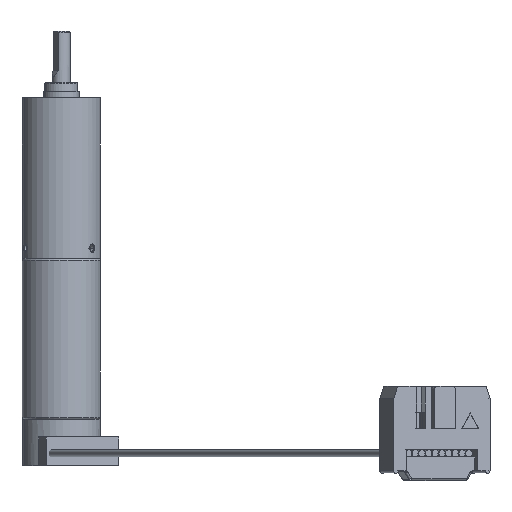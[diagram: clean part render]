
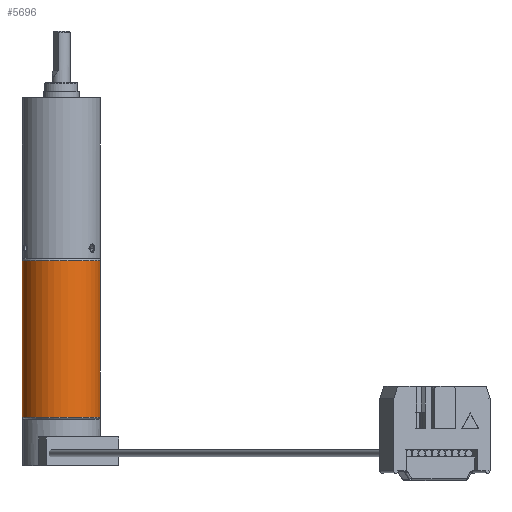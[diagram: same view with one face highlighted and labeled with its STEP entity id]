
A CAD part, front view. The second image highlights one B-rep face of the part: STEP entity #5696.
In plain terms, the highlighted cylindrical face has radius 6.5 mm (diameter 13 mm), a partial arc.
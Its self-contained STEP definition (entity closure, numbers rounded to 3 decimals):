
#231 = ORIENTED_EDGE ( 'NONE', *, *, #937, .T. ) ;
#884 = CARTESIAN_POINT ( 'NONE',  ( 36.17, 107.705, -22.945 ) ) ;
#937 = EDGE_CURVE ( 'NONE', #1893, #2045, #7275, .T. ) ;
#1102 = DIRECTION ( 'NONE',  ( 0., 0., 1. ) ) ;
#1106 = VECTOR ( 'NONE', #5983, 1000. ) ;
#1265 = CARTESIAN_POINT ( 'NONE',  ( 23.17, 107.705, -24.825 ) ) ;
#1893 = VERTEX_POINT ( 'NONE', #6559 ) ;
#1895 = EDGE_CURVE ( 'NONE', #2433, #2045, #4261, .T. ) ;
#2023 = CARTESIAN_POINT ( 'NONE',  ( 23.17, 107.705, 2.995 ) ) ;
#2045 = VERTEX_POINT ( 'NONE', #2023 ) ;
#2169 = ORIENTED_EDGE ( 'NONE', *, *, #3520, .T. ) ;
#2186 = VECTOR ( 'NONE', #1102, 1000. ) ;
#2228 = AXIS2_PLACEMENT_3D ( 'NONE', #6019, #2510, #6622 ) ;
#2238 = DIRECTION ( 'NONE',  ( 0., 0., -1. ) ) ;
#2306 = AXIS2_PLACEMENT_3D ( 'NONE', #5765, #2238, #6351 ) ;
#2433 = VERTEX_POINT ( 'NONE', #6080 ) ;
#2510 = DIRECTION ( 'NONE',  ( 0., 0., 1. ) ) ;
#2636 = ORIENTED_EDGE ( 'NONE', *, *, #7283, .T. ) ;
#3068 = CARTESIAN_POINT ( 'NONE',  ( 29.67, 107.705, -24.825 ) ) ;
#3179 = CYLINDRICAL_SURFACE ( 'NONE', #5758, 6.5 ) ;
#3520 = EDGE_CURVE ( 'NONE', #2433, #4246, #5223, .T. ) ;
#4244 = DIRECTION ( 'NONE',  ( 1., 0., 0. ) ) ;
#4246 = VERTEX_POINT ( 'NONE', #884 ) ;
#4261 = LINE ( 'NONE', #1265, #1106 ) ;
#4923 = FACE_OUTER_BOUND ( 'NONE', #5613, .T. ) ;
#4942 = LINE ( 'NONE', #5240, #2186 ) ;
#5223 = CIRCLE ( 'NONE', #2228, 6.5 ) ;
#5240 = CARTESIAN_POINT ( 'NONE',  ( 36.17, 107.705, -24.825 ) ) ;
#5613 = EDGE_LOOP ( 'NONE', ( #7501, #2169, #2636, #231 ) ) ;
#5696 = ADVANCED_FACE ( 'NONE', ( #4923 ), #3179, .T. ) ;
#5758 = AXIS2_PLACEMENT_3D ( 'NONE', #3068, #7183, #4244 ) ;
#5765 = CARTESIAN_POINT ( 'NONE',  ( 29.67, 107.705, 2.995 ) ) ;
#5983 = DIRECTION ( 'NONE',  ( 0., 0., 1. ) ) ;
#6019 = CARTESIAN_POINT ( 'NONE',  ( 29.67, 107.705, -22.945 ) ) ;
#6080 = CARTESIAN_POINT ( 'NONE',  ( 23.17, 107.705, -22.945 ) ) ;
#6351 = DIRECTION ( 'NONE',  ( 1., 0., 0. ) ) ;
#6559 = CARTESIAN_POINT ( 'NONE',  ( 36.17, 107.705, 2.995 ) ) ;
#6622 = DIRECTION ( 'NONE',  ( -1., 0., 0. ) ) ;
#7183 = DIRECTION ( 'NONE',  ( 0., 0., 1. ) ) ;
#7275 = CIRCLE ( 'NONE', #2306, 6.5 ) ;
#7283 = EDGE_CURVE ( 'NONE', #4246, #1893, #4942, .T. ) ;
#7501 = ORIENTED_EDGE ( 'NONE', *, *, #1895, .F. ) ;
